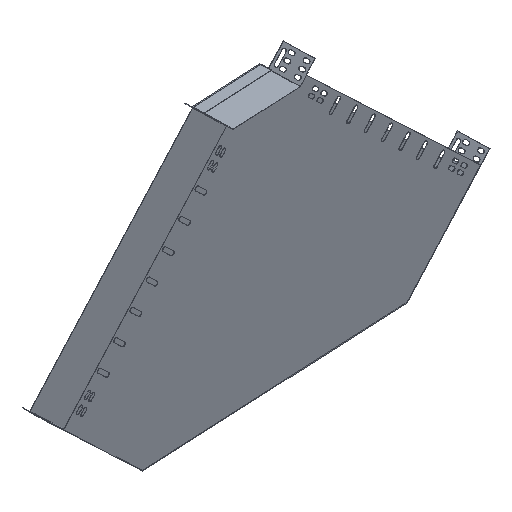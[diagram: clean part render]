
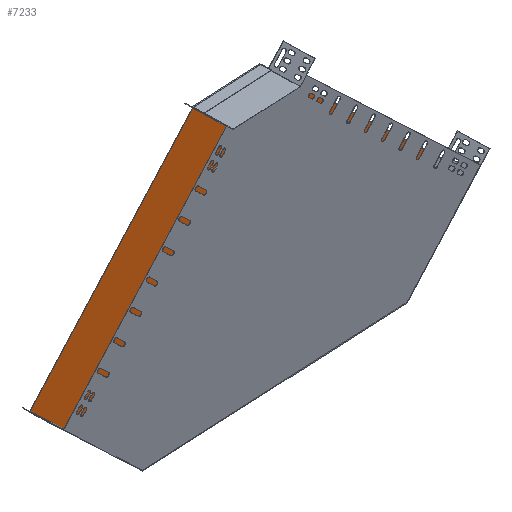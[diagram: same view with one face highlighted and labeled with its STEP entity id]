
A CAD part, isometric view. The second image highlights one B-rep face of the part: STEP entity #7233.
In plain terms, the highlighted planar face has unit normal (0.022, -1, 0.006).
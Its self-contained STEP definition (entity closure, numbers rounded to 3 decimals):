
#80 = CARTESIAN_POINT ( 'NONE',  ( -255.591, 84.722, 425.091 ) ) ;
#865 = ORIENTED_EDGE ( 'NONE', *, *, #2745, .F. ) ;
#987 = LINE ( 'NONE', #6263, #2562 ) ;
#1011 = ORIENTED_EDGE ( 'NONE', *, *, #5725, .T. ) ;
#1042 = DIRECTION ( 'NONE',  ( 0.027, -0.006, -1. ) ) ;
#1171 = LINE ( 'NONE', #6030, #7093 ) ;
#1241 = VECTOR ( 'NONE', #1042, 1000. ) ;
#1426 = AXIS2_PLACEMENT_3D ( 'NONE', #9091, #4055, #9118 ) ;
#1434 = VERTEX_POINT ( 'NONE', #7408 ) ;
#1444 = VECTOR ( 'NONE', #3860, 1000. ) ;
#1874 = DIRECTION ( 'NONE',  ( -0.027, 0.006, 1. ) ) ;
#2087 = VECTOR ( 'NONE', #1874, 1000. ) ;
#2088 = VERTEX_POINT ( 'NONE', #4009 ) ;
#2220 = VERTEX_POINT ( 'NONE', #7843 ) ;
#2255 = LINE ( 'NONE', #7946, #7215 ) ;
#2323 = LINE ( 'NONE', #2626, #2087 ) ;
#2358 = DIRECTION ( 'NONE',  ( 0.687, 0.02, 0.726 ) ) ;
#2362 = EDGE_LOOP ( 'NONE', ( #8659, #865, #3256, #9640, #9263, #8189, #2609, #6390, #1011, #4224 ) ) ;
#2447 = VERTEX_POINT ( 'NONE', #8122 ) ;
#2456 = CARTESIAN_POINT ( 'NONE',  ( -114.242, 87.822, 428.413 ) ) ;
#2541 = LINE ( 'NONE', #7327, #8598 ) ;
#2562 = VECTOR ( 'NONE', #3353, 1000. ) ;
#2609 = ORIENTED_EDGE ( 'NONE', *, *, #3546, .F. ) ;
#2626 = CARTESIAN_POINT ( 'NONE',  ( -599.989, 74.895, 60.394 ) ) ;
#2704 = EDGE_CURVE ( 'NONE', #2088, #5923, #6703, .T. ) ;
#2718 = EDGE_CURVE ( 'NONE', #7888, #8519, #987, .T. ) ;
#2745 = EDGE_CURVE ( 'NONE', #1434, #2220, #2323, .T. ) ;
#3009 = DIRECTION ( 'NONE',  ( -0.687, -0.02, -0.726 ) ) ;
#3114 = CARTESIAN_POINT ( 'NONE',  ( -449.354, 77.266, -82.323 ) ) ;
#3256 = ORIENTED_EDGE ( 'NONE', *, *, #9699, .T. ) ;
#3328 = CARTESIAN_POINT ( 'NONE',  ( -255.578, 84.719, 424.591 ) ) ;
#3353 = DIRECTION ( 'NONE',  ( 0.027, -0.006, -1. ) ) ;
#3541 = DIRECTION ( 'NONE',  ( 0.999, 0.022, 0.027 ) ) ;
#3546 = EDGE_CURVE ( 'NONE', #9071, #2088, #2541, .T. ) ;
#3790 = VERTEX_POINT ( 'NONE', #3114 ) ;
#3860 = DIRECTION ( 'NONE',  ( 0.726, 0.011, -0.688 ) ) ;
#4007 = FACE_OUTER_BOUND ( 'NONE', #2362, .T. ) ;
#4009 = CARTESIAN_POINT ( 'NONE',  ( 249.424, 93.545, 83.863 ) ) ;
#4055 = DIRECTION ( 'NONE',  ( 0.022, -1., 0.006 ) ) ;
#4224 = ORIENTED_EDGE ( 'NONE', *, *, #2718, .T. ) ;
#4325 = CARTESIAN_POINT ( 'NONE',  ( 106.772, 89.474, -67.286 ) ) ;
#4731 = EDGE_CURVE ( 'NONE', #5923, #5350, #9253, .T. ) ;
#4773 = CARTESIAN_POINT ( 'NONE',  ( -114.255, 87.825, 428.913 ) ) ;
#4777 = CARTESIAN_POINT ( 'NONE',  ( 249.424, 93.545, 83.863 ) ) ;
#4969 = VECTOR ( 'NONE', #5506, 1000. ) ;
#5036 = LINE ( 'NONE', #80, #8901 ) ;
#5123 = DIRECTION ( 'NONE',  ( 0.726, 0.011, -0.688 ) ) ;
#5173 = CARTESIAN_POINT ( 'NONE',  ( 249.438, 93.542, 83.363 ) ) ;
#5350 = VERTEX_POINT ( 'NONE', #4325 ) ;
#5394 = LINE ( 'NONE', #9675, #1444 ) ;
#5454 = DIRECTION ( 'NONE',  ( -0.999, -0.022, -0.027 ) ) ;
#5506 = DIRECTION ( 'NONE',  ( 0.027, -0.006, -1. ) ) ;
#5725 = EDGE_CURVE ( 'NONE', #2447, #7888, #5036, .T. ) ;
#5923 = VERTEX_POINT ( 'NONE', #9250 ) ;
#6030 = CARTESIAN_POINT ( 'NONE',  ( -255.578, 84.719, 424.591 ) ) ;
#6263 = CARTESIAN_POINT ( 'NONE',  ( -255.591, 84.722, 425.091 ) ) ;
#6390 = ORIENTED_EDGE ( 'NONE', *, *, #9177, .F. ) ;
#6703 = LINE ( 'NONE', #4777, #1241 ) ;
#6760 = EDGE_CURVE ( 'NONE', #3790, #5350, #2255, .T. ) ;
#7069 = EDGE_CURVE ( 'NONE', #2220, #8519, #1171, .T. ) ;
#7093 = VECTOR ( 'NONE', #2358, 1000. ) ;
#7215 = VECTOR ( 'NONE', #3541, 1000. ) ;
#7233 = ADVANCED_FACE ( 'NONE', ( #4007 ), #7668, .T. ) ;
#7327 = CARTESIAN_POINT ( 'NONE',  ( -114.242, 87.822, 428.413 ) ) ;
#7368 = VECTOR ( 'NONE', #3009, 1000. ) ;
#7408 = CARTESIAN_POINT ( 'NONE',  ( -599.989, 74.895, 60.394 ) ) ;
#7654 = CARTESIAN_POINT ( 'NONE',  ( -255.591, 84.722, 425.091 ) ) ;
#7668 = PLANE ( 'NONE',  #1426 ) ;
#7843 = CARTESIAN_POINT ( 'NONE',  ( -600.003, 74.898, 60.894 ) ) ;
#7888 = VERTEX_POINT ( 'NONE', #7654 ) ;
#7946 = CARTESIAN_POINT ( 'NONE',  ( 106.772, 89.474, -67.286 ) ) ;
#8122 = CARTESIAN_POINT ( 'NONE',  ( -114.255, 87.825, 428.913 ) ) ;
#8189 = ORIENTED_EDGE ( 'NONE', *, *, #2704, .F. ) ;
#8519 = VERTEX_POINT ( 'NONE', #3328 ) ;
#8598 = VECTOR ( 'NONE', #5123, 1000. ) ;
#8659 = ORIENTED_EDGE ( 'NONE', *, *, #7069, .F. ) ;
#8844 = LINE ( 'NONE', #4773, #4969 ) ;
#8901 = VECTOR ( 'NONE', #5454, 1000. ) ;
#9071 = VERTEX_POINT ( 'NONE', #2456 ) ;
#9091 = CARTESIAN_POINT ( 'NONE',  ( 249.424, 93.545, 83.863 ) ) ;
#9118 = DIRECTION ( 'NONE',  ( 0.027, -0.006, -1. ) ) ;
#9177 = EDGE_CURVE ( 'NONE', #2447, #9071, #8844, .T. ) ;
#9250 = CARTESIAN_POINT ( 'NONE',  ( 249.438, 93.542, 83.363 ) ) ;
#9253 = LINE ( 'NONE', #5173, #7368 ) ;
#9263 = ORIENTED_EDGE ( 'NONE', *, *, #4731, .F. ) ;
#9640 = ORIENTED_EDGE ( 'NONE', *, *, #6760, .T. ) ;
#9675 = CARTESIAN_POINT ( 'NONE',  ( -599.989, 74.895, 60.394 ) ) ;
#9699 = EDGE_CURVE ( 'NONE', #1434, #3790, #5394, .T. ) ;
